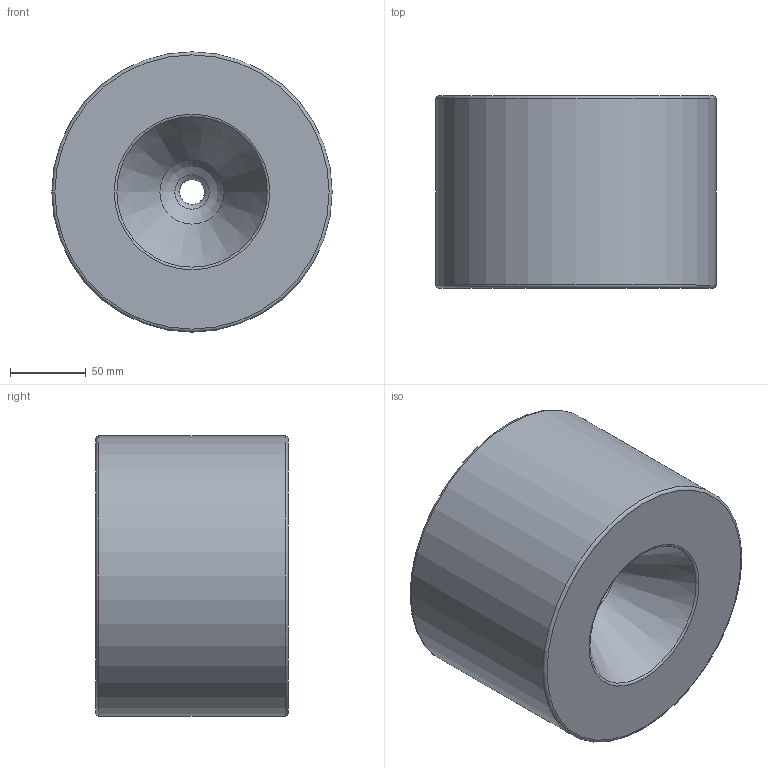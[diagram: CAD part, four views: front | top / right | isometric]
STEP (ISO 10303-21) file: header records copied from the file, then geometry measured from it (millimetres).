
FILE_DESCRIPTION((''),'2;1');
FILE_NAME('Wire Die.stp','2017-12-29T09:36:28',('Mikes'),(''),'Autodesk Inventor 2010','Autodesk Inventor 2010','');
FILE_SCHEMA(('AUTOMOTIVE_DESIGN { 1 0 10303 214 1 1 1 1 }'));
Length unit declared in the file: millimetre
Products named in the file (1): Wire Die
Bounding box: 185 x 126.91 x 185 mm (x, y, z)
Volume: 3119875.6 mm3; surface area: 137131.7 mm2
Topology: 1 solids, 1 shells, 14 faces, 29 edges, 17 vertices
Faces by surface type: torus 5, bspline 3, cone 2, plane 2, cylinder 2
Full cylindrical faces by diameter (mm): 85.836 x1, 185 x1
Entity records: 380 total; most frequent: CARTESIAN_POINT 121, DIRECTION 52, ORIENTED_EDGE 28, EDGE_LOOP 28, AXIS2_PLACEMENT_3D 26, VERTEX_POINT 14, CIRCLE 14, EDGE_CURVE 14
